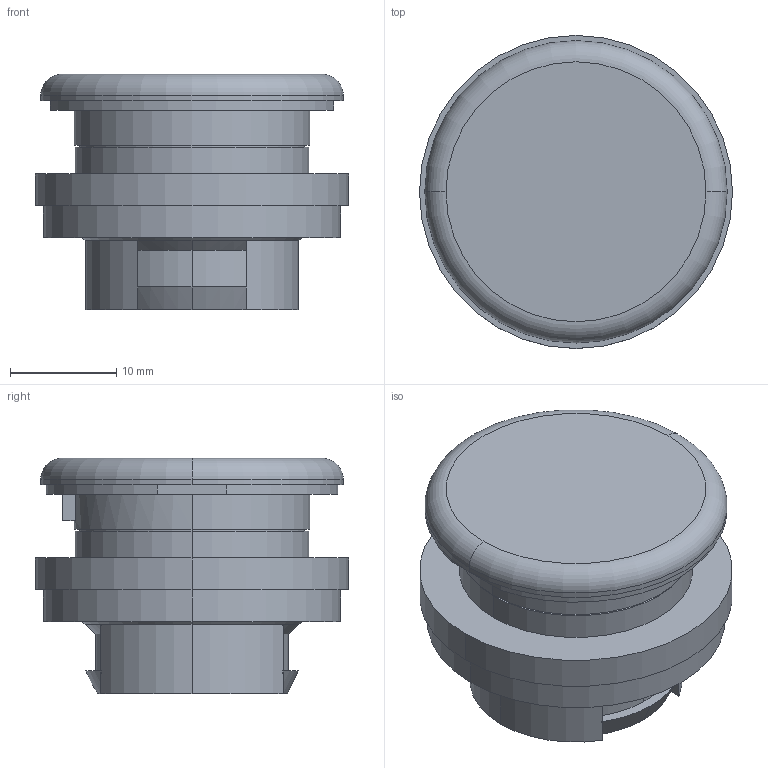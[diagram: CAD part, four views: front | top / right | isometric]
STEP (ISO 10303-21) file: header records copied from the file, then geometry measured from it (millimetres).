
FILE_DESCRIPTION(('HOOPS Exchange Step'),'2;1');
FILE_NAME('export-F8A7AC3A-8E4F-4BA5-B286-66C799FE7679.stp','2020-09-24T15:39:33+02:00',('Engineering'),('Alibre'),'HOOPS Exchange 2020.0','Alibre','Unknown authorisation');
FILE_SCHEMA( ('AP242_MANAGED_MODEL_BASED_3D_ENGINEERING_MIM_LF {1 0 10303 442 1 1 4 }') );
Length unit declared in the file: millimetre
Products named in the file (1): 5334 Blanking Plug Light Grey M22-B 216388 (RAL 7035)
Bounding box: 29.5 x 29.5 x 22.2 mm (x, y, z)
Volume: 10264.4 mm3; surface area: 3607.9 mm2
Topology: 1 solids, 1 shells, 65 faces, 146 edges, 91 vertices
Faces by surface type: plane 29, cylinder 22, cone 12, torus 2
Entity records: 1853 total; most frequent: DIRECTION 342, CARTESIAN_POINT 320, ORIENTED_EDGE 292, EDGE_CURVE 146, AXIS2_PLACEMENT_3D 137, VERTEX_POINT 91, EDGE_LOOP 73, FACE_BOUND 73
